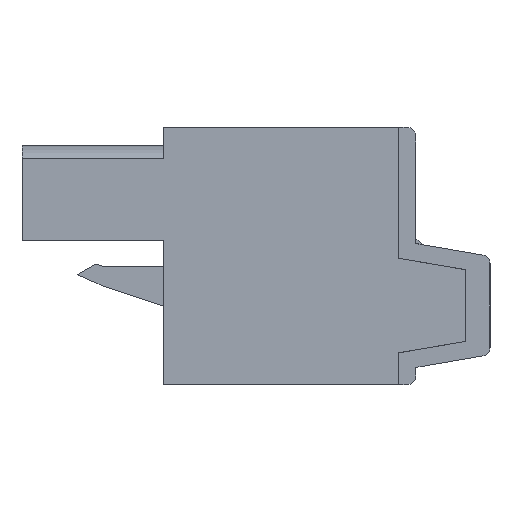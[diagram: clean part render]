
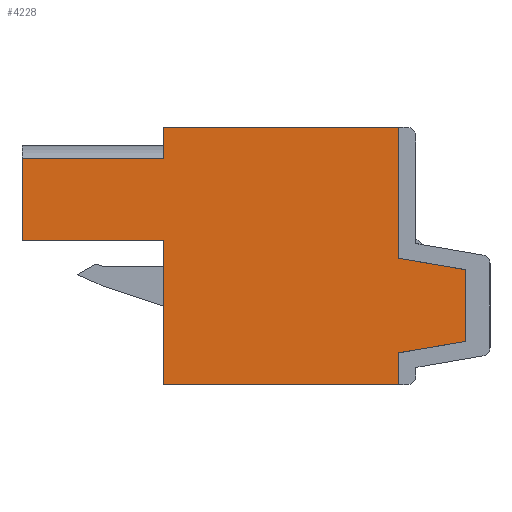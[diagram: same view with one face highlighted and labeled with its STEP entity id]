
A CAD part, left-side view. The second image highlights one B-rep face of the part: STEP entity #4228.
In plain terms, the highlighted planar face has unit normal (-1, 0, 0).
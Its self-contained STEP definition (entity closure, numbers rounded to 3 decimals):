
#4228 = ADVANCED_FACE( '', ( #8403 ), #8404, .F. );
#8403 = FACE_OUTER_BOUND( '', #12517, .T. );
#8404 = PLANE( '', #12518 );
#12517 = EDGE_LOOP( '', ( #24433, #24434, #24435, #24436, #24437, #24438, #24439, #24440, #24441, #24442, #24443, #24444 ) );
#12518 = AXIS2_PLACEMENT_3D( '', #24445, #24446, #24447 );
#24433 = ORIENTED_EDGE( '', *, *, #29673, .F. );
#24434 = ORIENTED_EDGE( '', *, *, #29737, .F. );
#24435 = ORIENTED_EDGE( '', *, *, #26492, .F. );
#24436 = ORIENTED_EDGE( '', *, *, #27938, .F. );
#24437 = ORIENTED_EDGE( '', *, *, #29871, .T. );
#24438 = ORIENTED_EDGE( '', *, *, #27389, .F. );
#24439 = ORIENTED_EDGE( '', *, *, #30073, .F. );
#24440 = ORIENTED_EDGE( '', *, *, #26970, .F. );
#24441 = ORIENTED_EDGE( '', *, *, #28442, .F. );
#24442 = ORIENTED_EDGE( '', *, *, #29756, .F. );
#24443 = ORIENTED_EDGE( '', *, *, #28475, .F. );
#24444 = ORIENTED_EDGE( '', *, *, #26137, .F. );
#24445 = CARTESIAN_POINT( '', ( -27.94, 0., 0. ) );
#24446 = DIRECTION( '', ( 1., 0., 0. ) );
#24447 = DIRECTION( '', ( 0., 0., -1. ) );
#26137 = EDGE_CURVE( '', #31776, #31778, #31779, .T. );
#26492 = EDGE_CURVE( '', #32382, #32377, #32384, .T. );
#26970 = EDGE_CURVE( '', #33185, #33187, #33188, .T. );
#27389 = EDGE_CURVE( '', #33876, #33878, #33879, .T. );
#27938 = EDGE_CURVE( '', #34717, #32382, #34719, .T. );
#28442 = EDGE_CURVE( '', #35418, #33185, #35420, .T. );
#28475 = EDGE_CURVE( '', #31778, #35464, #35465, .T. );
#29673 = EDGE_CURVE( '', #36971, #31776, #36972, .T. );
#29737 = EDGE_CURVE( '', #32377, #36971, #37045, .T. );
#29756 = EDGE_CURVE( '', #35464, #35418, #37064, .T. );
#29871 = EDGE_CURVE( '', #34717, #33878, #37191, .T. );
#30073 = EDGE_CURVE( '', #33187, #33876, #37405, .T. );
#31776 = VERTEX_POINT( '', #39836 );
#31778 = VERTEX_POINT( '', #39839 );
#31779 = LINE( '', #39840, #39841 );
#32377 = VERTEX_POINT( '', #40705 );
#32382 = VERTEX_POINT( '', #40712 );
#32384 = LINE( '', #40715, #40716 );
#33185 = VERTEX_POINT( '', #41884 );
#33187 = VERTEX_POINT( '', #41887 );
#33188 = LINE( '', #41888, #41889 );
#33876 = VERTEX_POINT( '', #42883 );
#33878 = VERTEX_POINT( '', #42886 );
#33879 = LINE( '', #42887, #42888 );
#34717 = VERTEX_POINT( '', #44119 );
#34719 = LINE( '', #44122, #44123 );
#35418 = VERTEX_POINT( '', #45172 );
#35420 = LINE( '', #45175, #45176 );
#35464 = VERTEX_POINT( '', #45241 );
#35465 = LINE( '', #45242, #45243 );
#36971 = VERTEX_POINT( '', #47484 );
#36972 = LINE( '', #47485, #47486 );
#37045 = LINE( '', #47586, #47587 );
#37064 = LINE( '', #47615, #47616 );
#37191 = LINE( '', #47801, #47802 );
#37405 = LINE( '', #48098, #48099 );
#39836 = CARTESIAN_POINT( '', ( -27.94, 1.635, 8.497 ) );
#39839 = CARTESIAN_POINT( '', ( -27.94, 1.635, 0.917 ) );
#39840 = CARTESIAN_POINT( '', ( -27.94, 1.635, 8.497 ) );
#39841 = VECTOR( '', #49055, 1000. );
#40705 = CARTESIAN_POINT( '', ( -27.94, 15.245, 6.697 ) );
#40712 = CARTESIAN_POINT( '', ( -27.94, 23.445, 6.697 ) );
#40715 = CARTESIAN_POINT( '', ( -27.94, 23.445, 6.697 ) );
#40716 = VECTOR( '', #49400, 1000. );
#41884 = CARTESIAN_POINT( '', ( -27.94, 1.635, -4.563 ) );
#41887 = CARTESIAN_POINT( '', ( -27.94, 1.635, -6.403 ) );
#41888 = CARTESIAN_POINT( '', ( -27.94, 1.635, -4.563 ) );
#41889 = VECTOR( '', #49880, 1000. );
#42883 = CARTESIAN_POINT( '', ( -27.94, 15.245, -6.403 ) );
#42886 = CARTESIAN_POINT( '', ( -27.94, 15.245, 1.947 ) );
#42887 = CARTESIAN_POINT( '', ( -27.94, 15.245, -6.403 ) );
#42888 = VECTOR( '', #50284, 1000. );
#44119 = CARTESIAN_POINT( '', ( -27.94, 23.445, 1.947 ) );
#44122 = CARTESIAN_POINT( '', ( -27.94, 23.445, 1.947 ) );
#44123 = VECTOR( '', #50817, 1000. );
#45172 = CARTESIAN_POINT( '', ( -27.94, -2.248, -3.898 ) );
#45175 = CARTESIAN_POINT( '', ( -27.94, -2.248, -3.898 ) );
#45176 = VECTOR( '', #51232, 1000. );
#45241 = CARTESIAN_POINT( '', ( -27.94, -2.248, 0.252 ) );
#45242 = CARTESIAN_POINT( '', ( -27.94, 1.635, 0.917 ) );
#45243 = VECTOR( '', #51257, 1000. );
#47484 = CARTESIAN_POINT( '', ( -27.94, 15.245, 8.497 ) );
#47485 = CARTESIAN_POINT( '', ( -27.94, 15.245, 8.497 ) );
#47486 = VECTOR( '', #52182, 1000. );
#47586 = CARTESIAN_POINT( '', ( -27.94, 15.245, -6.403 ) );
#47587 = VECTOR( '', #52234, 1000. );
#47615 = CARTESIAN_POINT( '', ( -27.94, -2.248, 0.252 ) );
#47616 = VECTOR( '', #52244, 1000. );
#47801 = CARTESIAN_POINT( '', ( -27.94, 23.445, 1.947 ) );
#47802 = VECTOR( '', #52306, 1000. );
#48098 = CARTESIAN_POINT( '', ( -27.94, 1.635, -6.403 ) );
#48099 = VECTOR( '', #52380, 1000. );
#49055 = DIRECTION( '', ( 0., 0., -1. ) );
#49400 = DIRECTION( '', ( 0., -1., 0. ) );
#49880 = DIRECTION( '', ( 0., 0., -1. ) );
#50284 = DIRECTION( '', ( 0., 0., 1. ) );
#50817 = DIRECTION( '', ( 0., 0., 1. ) );
#51232 = DIRECTION( '', ( 0., 0.986, -0.169 ) );
#51257 = DIRECTION( '', ( 0., -0.986, -0.169 ) );
#52182 = DIRECTION( '', ( 0., -1., 0. ) );
#52234 = DIRECTION( '', ( 0., 0., 1. ) );
#52244 = DIRECTION( '', ( 0., 0., -1. ) );
#52306 = DIRECTION( '', ( 0., -1., 0. ) );
#52380 = DIRECTION( '', ( 0., 1., 0. ) );
